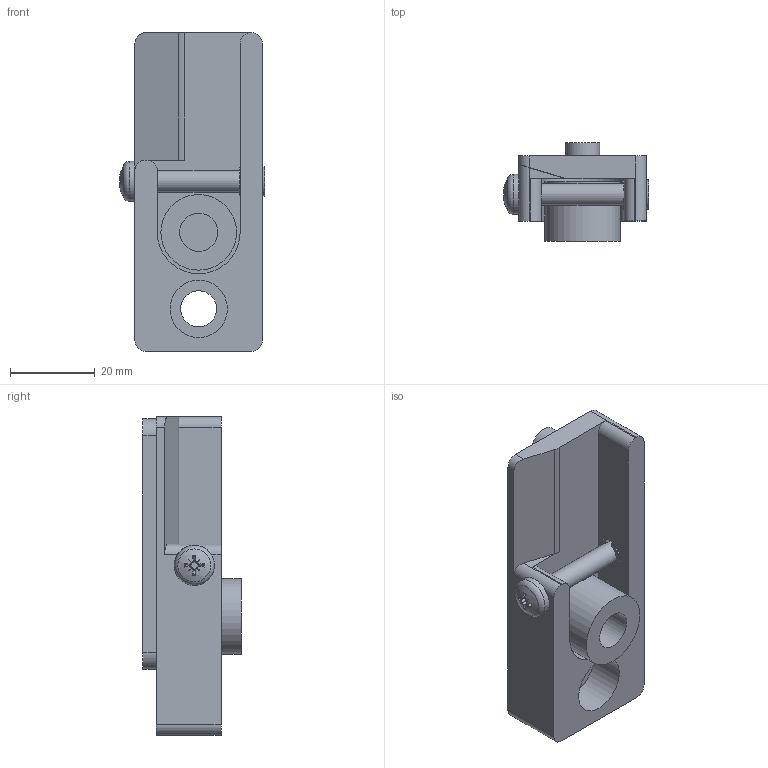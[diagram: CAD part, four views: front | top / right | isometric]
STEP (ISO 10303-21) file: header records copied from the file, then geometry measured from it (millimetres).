
FILE_DESCRIPTION((''),'2;1');
FILE_NAME('534019L.ipt.stp','2010-09-05T12:22:47',(''),(''),'Autodesk Inventor 2010','Autodesk Inventor 2010','');
FILE_SCHEMA(('AUTOMOTIVE_DESIGN { 1 0 10303 214 1 1 1 1 }'));
Length unit declared in the file: millimetre
Products named in the file (1): 534019L
Bounding box: 34.15 x 23.1 x 75 mm (x, y, z)
Volume: 23066.5 mm3; surface area: 12006.7 mm2
Topology: 4 solids, 4 shells, 100 faces, 254 edges, 165 vertices
Faces by surface type: plane 49, cylinder 22, cone 17, bspline 6, torus 5, sphere 1
Full cylindrical faces by diameter (mm): 4.567 x1, 5 x2, 7 x1, 9 x1, 16.7 x1, 17.8 x1
Entity records: 3445 total; most frequent: CARTESIAN_POINT 969, DIRECTION 478, ORIENTED_EDGE 470, EDGE_CURVE 235, AXIS2_PLACEMENT_3D 194, VERTEX_POINT 163, EDGE_LOOP 130, STYLED_ITEM 104
